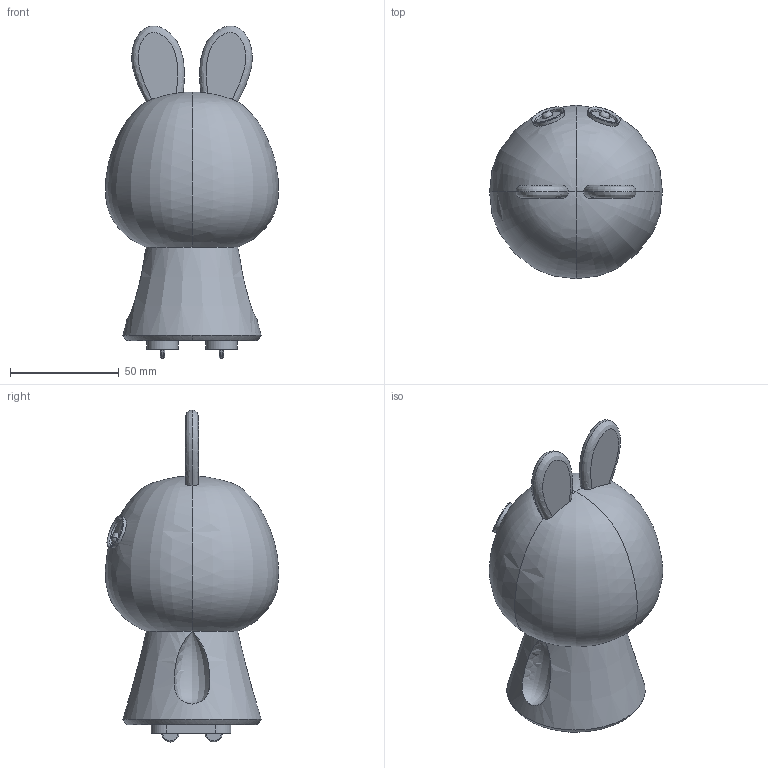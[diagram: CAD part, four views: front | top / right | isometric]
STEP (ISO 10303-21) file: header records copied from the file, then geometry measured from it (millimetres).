
FILE_DESCRIPTION(/* description */ ('','CAx-IF Rec.Pracs.---Representation and Presentation of Product Manufacturing Information (PMI)---4.0---2014-10-13'),/* implementation_level */ '2;1');
FILE_NAME(/* name */ 'Talking Toy Fusion.step',/* time_stamp */ '2025-02-04T14:54:18+05:30',/* author */ (''),/* organization */ (''),/* preprocessor_version */ 'ST-DEVELOPER v20',/* originating_system */ 'Autodesk Translation Framework v13.20.0.188',/* authorisation */ '');
FILE_SCHEMA (('AP242_MANAGED_MODEL_BASED_3D_ENGINEERING_MIM_LF { 1 0 10303 442 1 1 4 }'));
Length unit declared in the file: millimetre
Products named in the file (4): Talking Toy; Component6; Component15; Component16
Assembly tree (3 placements, depth 3):
  Talking Toy
    Component6
      Component15
      Component16
Bounding box: 79.59 x 79.85 x 152.9 mm (x, y, z)
Volume: 358346.8 mm3; surface area: 39845.1 mm2
Topology: 4 solids, 6 shells, 116 faces, 278 edges, 179 vertices
Faces by surface type: bspline 40, plane 39, cylinder 20, torus 16, cone 1
Entity records: 12597 total; most frequent: CARTESIAN_POINT 10058, ORIENTED_EDGE 550, DIRECTION 411, EDGE_CURVE 275, VERTEX_POINT 181, AXIS2_PLACEMENT_3D 167, EDGE_LOOP 134, FACE_OUTER_BOUND 116
